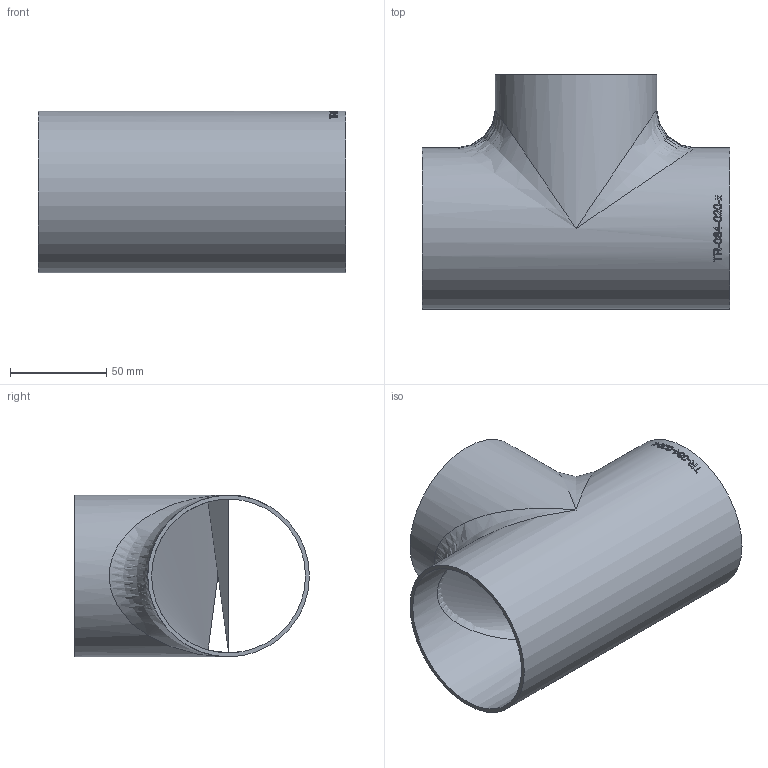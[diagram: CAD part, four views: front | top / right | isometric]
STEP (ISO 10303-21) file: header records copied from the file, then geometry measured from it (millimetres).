
FILE_DESCRIPTION (( 'STEP AP214' ), '1' );
FILE_NAME ('TR-084-020-x T-Stück Ø84,0x2,0 BL160 1910.STEP', '2019-10-15T12:31:32', ( '' ), ( '' ), 'SwSTEP 2.0', 'SolidWorks 2016', '' );
FILE_SCHEMA (( 'AUTOMOTIVE_DESIGN' ));
Length unit declared in the file: millimetre
Products named in the file (1): TR-084-020-x T-Stück Ø84,0x2,0 BL160 1910
Bounding box: 160 x 122 x 84 mm (x, y, z)
Volume: 95374.1 mm3; surface area: 96989.7 mm2
Topology: 1 solids, 1 shells, 157 faces, 412 edges, 266 vertices
Faces by surface type: bspline 83, plane 51, cylinder 23
Full cylindrical faces by diameter (mm): 80 x2, 84 x2
Entity records: 19182 total; most frequent: CARTESIAN_POINT 14532, ORIENTED_EDGE 790, EDGE_CURVE 395, DIRECTION 352, VERTEX_POINT 264, B_SPLINE_CURVE_WITH_KNOTS 247, EDGE_LOOP 185, FACE_OUTER_BOUND 161
